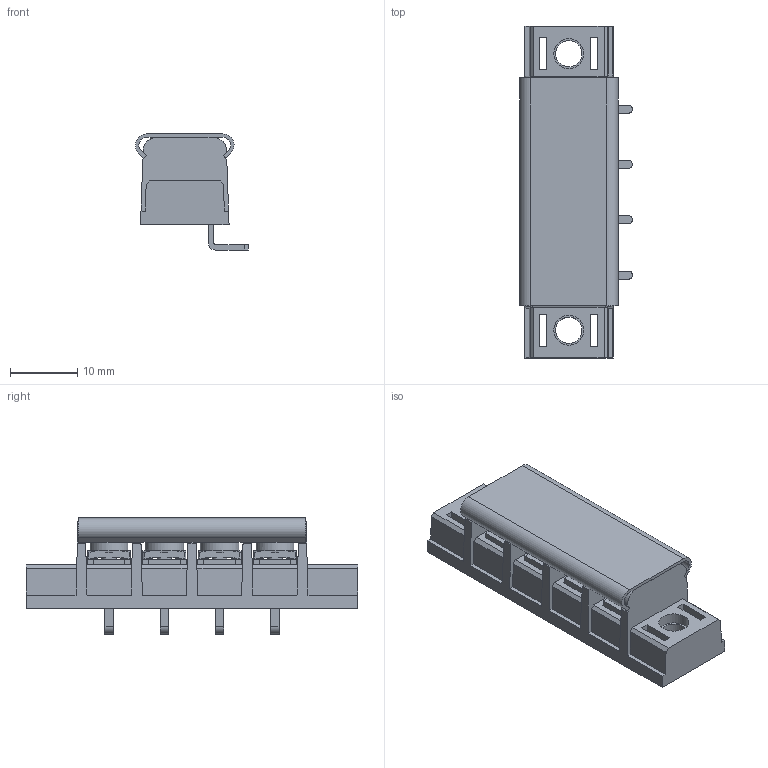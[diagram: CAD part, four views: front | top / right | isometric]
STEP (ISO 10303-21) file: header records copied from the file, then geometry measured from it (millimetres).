
FILE_DESCRIPTION( ( 'Unknown' ), '1' );
FILE_NAME( 'T32-CW1204.stp', 'Unknown', ( 'Unknown' ), ( 'Unknown' ), 'XStep 1.0', 'Unknown', ' ' );
FILE_SCHEMA( ( 'automotive_design' ) );
Length unit declared in the file: millimetre
Products named in the file (1): 1
Bounding box: 16.85 x 49.5 x 17.3 mm (x, y, z)
Volume: 4166.5 mm3; surface area: 7599.7 mm2
Topology: 1 solids, 7 shells, 865 faces, 2623 edges, 1722 vertices
Faces by surface type: plane 670, cylinder 97, torus 46, bspline 24, cone 24, sphere 4
Full cylindrical faces by diameter (mm): 2.1 x4, 3.9 x6, 4.45 x6, 5.802 x4
Entity records: 35807 total; most frequent: CARTESIAN_POINT 12985, ORIENTED_EDGE 5126, DIRECTION 4238, EDGE_CURVE 2563, LINE 1856, VECTOR 1856, VERTEX_POINT 1698, AXIS2_PLACEMENT_3D 1191
